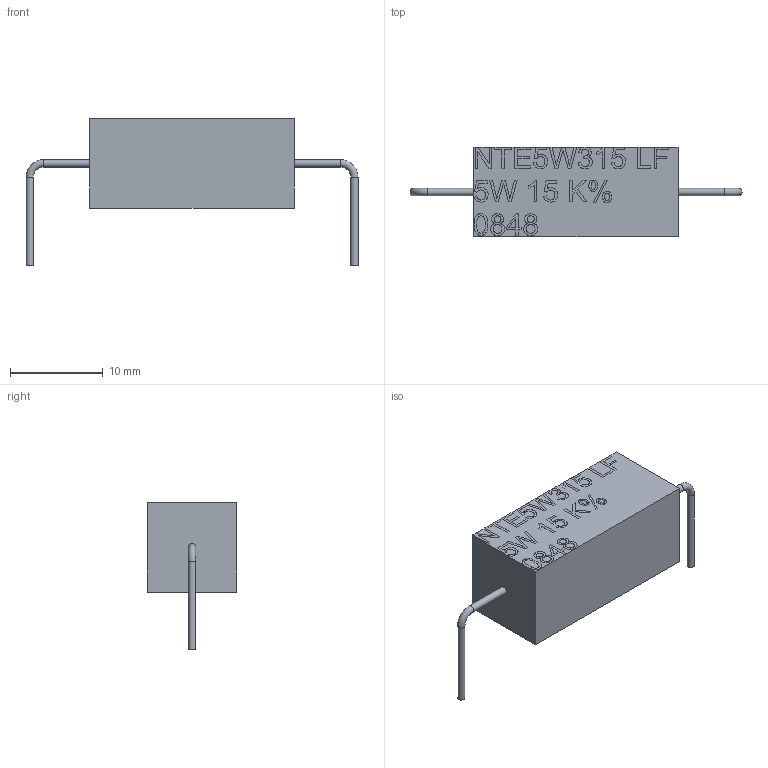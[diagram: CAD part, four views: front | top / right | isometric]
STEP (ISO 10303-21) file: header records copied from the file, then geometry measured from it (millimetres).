
FILE_DESCRIPTION(/* description */ (''),/* implementation_level */ '2;1');
FILE_NAME(/* name */ '5WD27.step',/* time_stamp */ '2023-08-21T18:25:16+03:00',/* author */ (''),/* organization */ (''),/* preprocessor_version */ 'ST-DEVELOPER v20',/* originating_system */ 'Autodesk Translation Framework v12.9.0.99',/* authorisation */ '');
FILE_SCHEMA (('AUTOMOTIVE_DESIGN { 1 0 10303 214 3 1 1 }'));
Length unit declared in the file: millimetre
Products named in the file (1): taş direnç
Bounding box: 35.8 x 9.65 x 15.82 mm (x, y, z)
Volume: 2065.6 mm3; surface area: 1122.6 mm2
Topology: 3 solids, 3 shells, 407 faces, 1139 edges, 758 vertices
Faces by surface type: bspline 225, plane 176, cylinder 4, torus 2
Full cylindrical faces by diameter (mm): 0.8 x4
Entity records: 15162 total; most frequent: CARTESIAN_POINT 6147, ORIENTED_EDGE 2282, EDGE_CURVE 1141, DIRECTION 1068, VERTEX_POINT 758, LINE 674, VECTOR 674, B_SPLINE_CURVE_WITH_KNOTS 453
